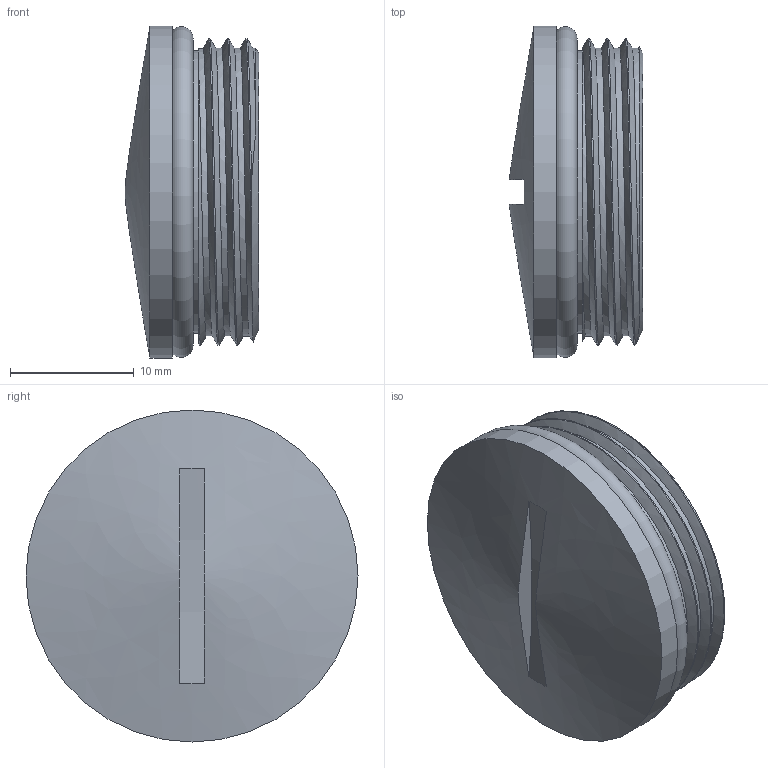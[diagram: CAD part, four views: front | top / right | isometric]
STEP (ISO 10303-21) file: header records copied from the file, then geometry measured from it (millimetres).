
FILE_DESCRIPTION(/* description */ ('Verschlussschraube mit O-Ring M 25x1,5'),/* implementation_level */ '2;1');
FILE_NAME(/* name */ '99017525-RST.stp',/* time_stamp */ '2020-06-22T09:30:17+02:00',/* author */ ('sl'),/* organization */ (''),/* preprocessor_version */ 'ST-DEVELOPER v16.5',/* originating_system */ 'Autodesk Inventor 2017',/* authorisation */ '');
FILE_SCHEMA (('AUTOMOTIVE_DESIGN { 1 0 10303 214 3 1 1 }'));
Length unit declared in the file: millimetre
Products named in the file (3): 99017525; 99017525_1; 99017525_2
Assembly tree (2 placements, depth 2):
  99017525
    99017525_1
    99017525_2
Bounding box: 10.81 x 26.83 x 26.83 mm (x, y, z)
Volume: 1838.2 mm3; surface area: 3191.7 mm2
Topology: 2 solids, 2 shells, 19 faces, 43 edges, 30 vertices
Faces by surface type: plane 7, cylinder 6, bspline 3, cone 2, torus 1
Full cylindrical faces by diameter (mm): 21.4 x1, 22.82 x1, 26.83 x1
Entity records: 1290 total; most frequent: CARTESIAN_POINT 802, DIRECTION 90, ORIENTED_EDGE 74, AXIS2_PLACEMENT_3D 43, EDGE_CURVE 37, VERTEX_POINT 29, EDGE_LOOP 28, CIRCLE 22
